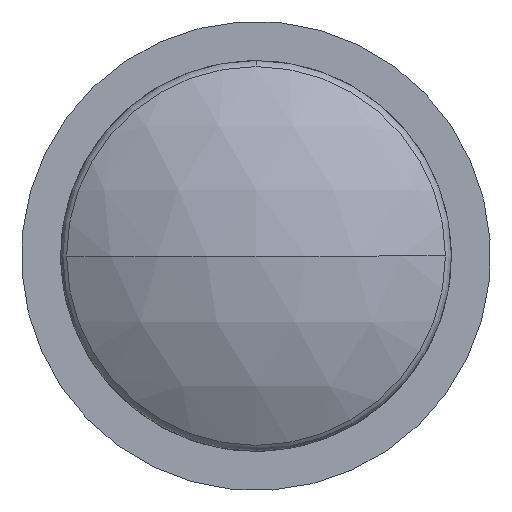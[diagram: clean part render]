
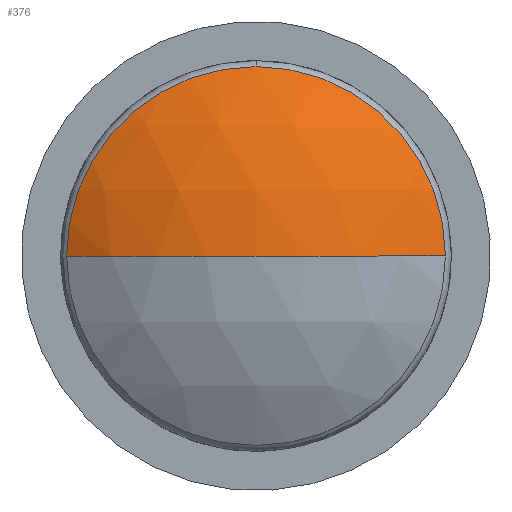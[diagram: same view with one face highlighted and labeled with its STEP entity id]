
A CAD part, left-side view. The second image highlights one B-rep face of the part: STEP entity #376.
In plain terms, the highlighted spherical face has radius 6.921 mm.
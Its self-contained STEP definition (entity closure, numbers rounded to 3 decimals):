
#24 = AXIS2_PLACEMENT_3D ( 'NONE', #3531, #1761, #51 ) ;
#51 = DIRECTION ( 'NONE',  ( -1., 0., 0. ) ) ;
#148 = AXIS2_PLACEMENT_3D ( 'NONE', #907, #2969, #1204 ) ;
#200 = CARTESIAN_POINT ( 'NONE',  ( 3.619, 7.62, 0. ) ) ;
#335 = AXIS2_PLACEMENT_3D ( 'NONE', #1481, #3515, #1747 ) ;
#365 = DIRECTION ( 'NONE',  ( 0., 0., 1. ) ) ;
#376 = ADVANCED_FACE ( 'NONE', ( #618 ), #1297, .T. ) ;
#409 = AXIS2_PLACEMENT_3D ( 'NONE', #2650, #898, #2952 ) ;
#442 = AXIS2_PLACEMENT_3D ( 'NONE', #200, #365, #511 ) ;
#484 = EDGE_LOOP ( 'NONE', ( #2238, #2327, #1207, #2054 ) ) ;
#511 = DIRECTION ( 'NONE',  ( 0., 1., 0. ) ) ;
#618 = FACE_OUTER_BOUND ( 'NONE', #484, .T. ) ;
#639 = VERTEX_POINT ( 'NONE', #3234 ) ;
#725 = CIRCLE ( 'NONE', #409, 3.691 ) ;
#898 = DIRECTION ( 'NONE',  ( 1., 0., 0. ) ) ;
#907 = CARTESIAN_POINT ( 'NONE',  ( 3.619, 7.62, 0. ) ) ;
#1204 = DIRECTION ( 'NONE',  ( 0., -1., 0. ) ) ;
#1207 = ORIENTED_EDGE ( 'NONE', *, *, #2457, .F. ) ;
#1297 = SPHERICAL_SURFACE ( 'NONE', #442, 6.921 ) ;
#1404 = CIRCLE ( 'NONE', #148, 6.921 ) ;
#1481 = CARTESIAN_POINT ( 'NONE',  ( -2.235, 7.62, 0. ) ) ;
#1533 = CIRCLE ( 'NONE', #24, 6.921 ) ;
#1747 = DIRECTION ( 'NONE',  ( 0., 0., -1. ) ) ;
#1761 = DIRECTION ( 'NONE',  ( 0., 0., -1. ) ) ;
#2054 = ORIENTED_EDGE ( 'NONE', *, *, #2440, .F. ) ;
#2140 = VERTEX_POINT ( 'NONE', #2240 ) ;
#2238 = ORIENTED_EDGE ( 'NONE', *, *, #2478, .F. ) ;
#2240 = CARTESIAN_POINT ( 'NONE',  ( -2.235, 7.62, 3.691 ) ) ;
#2327 = ORIENTED_EDGE ( 'NONE', *, *, #2461, .T. ) ;
#2440 = EDGE_CURVE ( 'NONE', #3227, #2140, #725, .T. ) ;
#2457 = EDGE_CURVE ( 'NONE', #2140, #2692, #3011, .T. ) ;
#2461 = EDGE_CURVE ( 'NONE', #639, #2692, #1404, .T. ) ;
#2478 = EDGE_CURVE ( 'NONE', #639, #3227, #1533, .T. ) ;
#2485 = CARTESIAN_POINT ( 'NONE',  ( -2.235, 11.311, 0. ) ) ;
#2650 = CARTESIAN_POINT ( 'NONE',  ( -2.235, 7.62, 0. ) ) ;
#2692 = VERTEX_POINT ( 'NONE', #2808 ) ;
#2808 = CARTESIAN_POINT ( 'NONE',  ( -2.235, 3.929, 0. ) ) ;
#2952 = DIRECTION ( 'NONE',  ( 0., 0., -1. ) ) ;
#2969 = DIRECTION ( 'NONE',  ( 0., 0., 1. ) ) ;
#3011 = CIRCLE ( 'NONE', #335, 3.691 ) ;
#3227 = VERTEX_POINT ( 'NONE', #2485 ) ;
#3234 = CARTESIAN_POINT ( 'NONE',  ( -3.302, 7.62, 0. ) ) ;
#3515 = DIRECTION ( 'NONE',  ( 1., 0., 0. ) ) ;
#3531 = CARTESIAN_POINT ( 'NONE',  ( 3.619, 7.62, 0. ) ) ;
